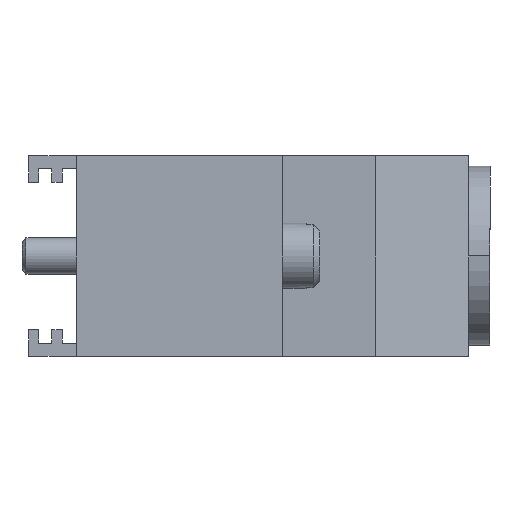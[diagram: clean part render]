
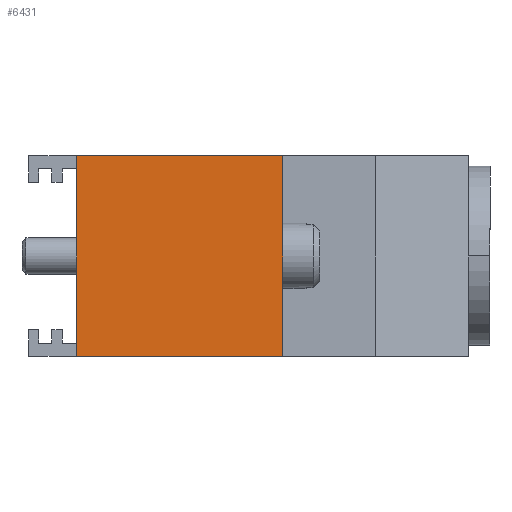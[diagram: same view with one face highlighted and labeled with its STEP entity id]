
A CAD part, left-side view. The second image highlights one B-rep face of the part: STEP entity #6431.
In plain terms, the highlighted planar face has unit normal (-1, 0, 0).
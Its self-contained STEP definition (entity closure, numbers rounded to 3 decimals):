
#6431=ADVANCED_FACE('',(#8434),#7635,.T.);
#7635=PLANE('',#27383);
#8434=FACE_OUTER_BOUND('',#9634,.T.);
#9634=EDGE_LOOP('',(#11534,#11535,#11536,#11537));
#11534=ORIENTED_EDGE('',*,*,#19356,.T.);
#11535=ORIENTED_EDGE('',*,*,#19259,.F.);
#11536=ORIENTED_EDGE('',*,*,#19753,.F.);
#11537=ORIENTED_EDGE('',*,*,#19754,.F.);
#17231=VERTEX_POINT('',#33669);
#17232=VERTEX_POINT('',#33671);
#17311=VERTEX_POINT('',#33862);
#17643=VERTEX_POINT('',#34831);
#19259=EDGE_CURVE('',#17231,#17232,#22411,.T.);
#19356=EDGE_CURVE('',#17311,#17232,#22495,.T.);
#19753=EDGE_CURVE('',#17643,#17231,#22806,.T.);
#19754=EDGE_CURVE('',#17311,#17643,#22807,.T.);
#22411=LINE('',#33670,#24227);
#22495=LINE('',#33861,#24311);
#22806=LINE('',#34830,#24636);
#22807=LINE('',#34832,#24637);
#24227=VECTOR('',#28835,1.);
#24311=VECTOR('',#28975,1.);
#24636=VECTOR('',#29498,1.);
#24637=VECTOR('',#29499,1.);
#27383=AXIS2_PLACEMENT_3D('',#34833,#29500,#29501);
#28835=DIRECTION('',(0.,0.,1.));
#28975=DIRECTION('',(0.,1.,0.));
#29498=DIRECTION('',(0.,1.,0.));
#29499=DIRECTION('',(0.,0.,-1.));
#29500=DIRECTION('',(-1.,0.,0.));
#29501=DIRECTION('',(0.,0.,-1.));
#33669=CARTESIAN_POINT('',(-19.4,18.222,0.));
#33670=CARTESIAN_POINT('',(-19.4,18.222,11.5));
#33671=CARTESIAN_POINT('',(-19.4,18.222,15.1));
#33861=CARTESIAN_POINT('',(-19.4,24.922,15.1));
#33862=CARTESIAN_POINT('',(-19.4,2.722,15.1));
#34830=CARTESIAN_POINT('',(-19.4,3.722,0.));
#34831=CARTESIAN_POINT('',(-19.4,2.722,0.));
#34832=CARTESIAN_POINT('',(-19.4,2.722,15.1));
#34833=CARTESIAN_POINT('',(-19.4,3.722,11.5));
